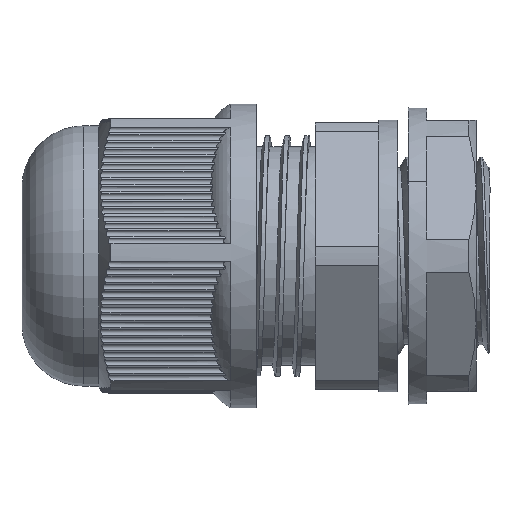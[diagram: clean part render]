
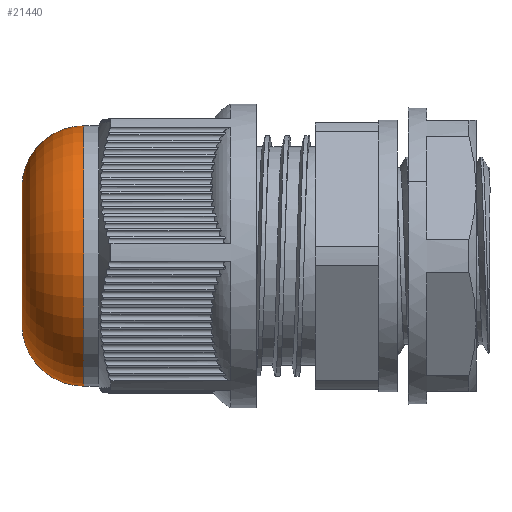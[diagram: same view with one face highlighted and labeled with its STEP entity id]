
A CAD part, left-side view. The second image highlights one B-rep face of the part: STEP entity #21440.
In plain terms, the highlighted toroidal (fillet/blend) face has major radius 5.55 mm and minor radius 5 mm.
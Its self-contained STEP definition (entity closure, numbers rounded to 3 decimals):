
#177 = ORIENTED_EDGE ( 'NONE', *, *, #24093, .T. ) ;
#528 = DIRECTION ( 'NONE',  ( 1., 0., -0.023 ) ) ;
#908 = DIRECTION ( 'NONE',  ( 0., -1., 0. ) ) ;
#1601 = VERTEX_POINT ( 'NONE', #4536 ) ;
#4536 = CARTESIAN_POINT ( 'NONE',  ( 0.245, 32.92, 10.547 ) ) ;
#5123 = TOROIDAL_SURFACE ( 'NONE', #37774, 5.55, 5. ) ;
#6433 = CIRCLE ( 'NONE', #37035, 5.55 ) ;
#6555 = FACE_OUTER_BOUND ( 'NONE', #16752, .T. ) ;
#7034 = CARTESIAN_POINT ( 'NONE',  ( -0.129, 32.92, -5.549 ) ) ;
#9957 = DIRECTION ( 'NONE',  ( 0., -1., 0. ) ) ;
#10509 = CARTESIAN_POINT ( 'NONE',  ( 0.129, 37.92, 5.549 ) ) ;
#13017 = AXIS2_PLACEMENT_3D ( 'NONE', #13124, #528, #22912 ) ;
#13124 = CARTESIAN_POINT ( 'NONE',  ( 0.129, 32.92, 5.549 ) ) ;
#15294 = CARTESIAN_POINT ( 'NONE',  ( -0.129, 37.92, -5.549 ) ) ;
#16752 = EDGE_LOOP ( 'NONE', ( #28954, #177, #30002, #26360 ) ) ;
#17318 = DIRECTION ( 'NONE',  ( -0.023, 0., -1. ) ) ;
#20365 = CARTESIAN_POINT ( 'NONE',  ( -0.245, 32.92, -10.547 ) ) ;
#20684 = EDGE_CURVE ( 'NONE', #1601, #20787, #33645, .T. ) ;
#20787 = VERTEX_POINT ( 'NONE', #20365 ) ;
#21440 = ADVANCED_FACE ( 'NONE', ( #6555 ), #5123, .T. ) ;
#22785 = AXIS2_PLACEMENT_3D ( 'NONE', #39313, #9957, #35906 ) ;
#22912 = DIRECTION ( 'NONE',  ( -0.023, 0., -1. ) ) ;
#24093 = EDGE_CURVE ( 'NONE', #28676, #26122, #6433, .T. ) ;
#26066 = AXIS2_PLACEMENT_3D ( 'NONE', #7034, #30233, #40031 ) ;
#26122 = VERTEX_POINT ( 'NONE', #15294 ) ;
#26360 = ORIENTED_EDGE ( 'NONE', *, *, #20684, .F. ) ;
#28676 = VERTEX_POINT ( 'NONE', #10509 ) ;
#28954 = ORIENTED_EDGE ( 'NONE', *, *, #38049, .F. ) ;
#29122 = DIRECTION ( 'NONE',  ( 0., -1., 0. ) ) ;
#29329 = DIRECTION ( 'NONE',  ( -0.023, 0., -1. ) ) ;
#30002 = ORIENTED_EDGE ( 'NONE', *, *, #33493, .T. ) ;
#30233 = DIRECTION ( 'NONE',  ( -1., 0., 0.023 ) ) ;
#32662 = CARTESIAN_POINT ( 'NONE',  ( 0., 37.92, 0. ) ) ;
#33493 = EDGE_CURVE ( 'NONE', #26122, #20787, #38301, .T. ) ;
#33645 = CIRCLE ( 'NONE', #22785, 10.55 ) ;
#35906 = DIRECTION ( 'NONE',  ( -0.023, 0., -1. ) ) ;
#37035 = AXIS2_PLACEMENT_3D ( 'NONE', #32662, #908, #17318 ) ;
#37774 = AXIS2_PLACEMENT_3D ( 'NONE', #39322, #29122, #29329 ) ;
#38049 = EDGE_CURVE ( 'NONE', #28676, #1601, #40876, .T. ) ;
#38301 = CIRCLE ( 'NONE', #26066, 5. ) ;
#39313 = CARTESIAN_POINT ( 'NONE',  ( 0., 32.92, 0. ) ) ;
#39322 = CARTESIAN_POINT ( 'NONE',  ( 0., 32.92, 0. ) ) ;
#40031 = DIRECTION ( 'NONE',  ( 0.023, 0., 1. ) ) ;
#40876 = CIRCLE ( 'NONE', #13017, 5. ) ;
